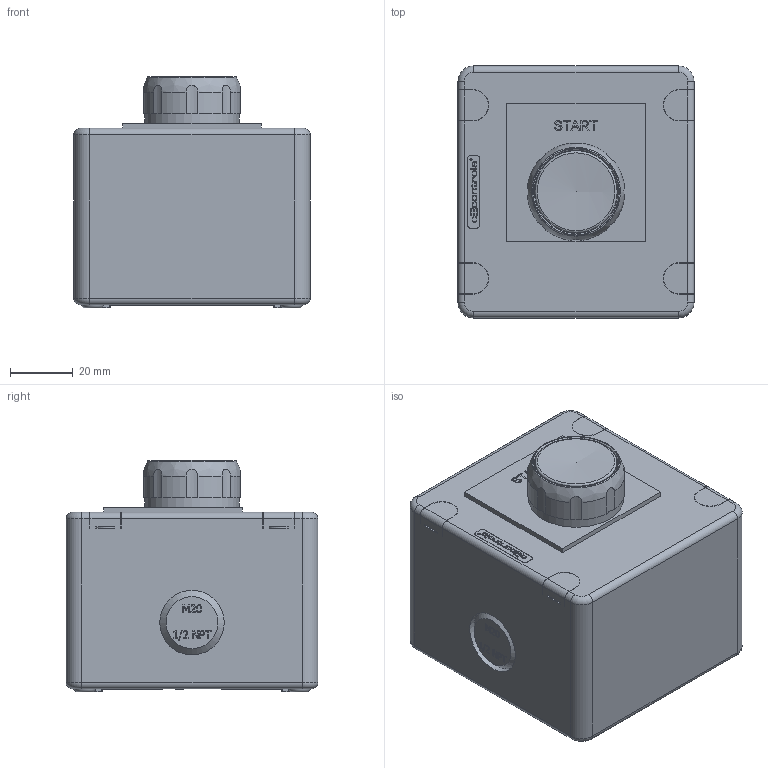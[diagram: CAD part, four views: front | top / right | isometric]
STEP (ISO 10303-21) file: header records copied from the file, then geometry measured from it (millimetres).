
FILE_DESCRIPTION(/* description */ (''),/* implementation_level */ '2;1');
FILE_NAME(/* name */ 'ECW22H-H1P1-01G22.stp',/* time_stamp */ '2020-07-29T18:49:54+05:00',/* author */ ('Owner'),/* organization */ (''),/* preprocessor_version */ 'ST-DEVELOPER v18',/* originating_system */ 'Autodesk Inventor 2020',/* authorisation */ '');
FILE_SCHEMA (('AUTOMOTIVE_DESIGN { 1 0 10303 214 3 1 1 }'));
Products named in the file (1): Part10
Bounding box: 75.2 x 80 x 73.61 mm (x, y, z)
Volume: 118857.7 mm3; surface area: 90239.8 mm2
Topology: 4 solids, 17 shells, 6634 faces, 18233 edges, 12033 vertices
Faces by surface type: plane 4039, bspline 1651, cylinder 686, cone 143, torus 92, sphere 23
Full cylindrical faces by diameter (mm): 1.198 x1, 1.385 x4, 1.5 x2, 1.573 x7, 1.996 x1, 2.233 x4, 2.24 x28, 2.36 x1, 2.381 x8, 2.45 x2, 2.758 x1, 3 x4, 3.1 x2, 3.15 x2, 3.156 x4, 3.39 x4, 3.402 x1, 3.556 x4, 3.7 x2, 4.062 x4, 4.4 x1, 4.42 x2, 4.5 x4, 4.55 x4, 5.9 x2, 6.638 x4, 7 x4, 8 x4, 11.207 x1, 12.807 x1
Entity records: 249492 total; most frequent: CARTESIAN_POINT 84363, ORIENTED_EDGE 36460, DIRECTION 26441, EDGE_CURVE 18230, VERTEX_POINT 12033, LINE 12005, VECTOR 12005, EDGE_LOOP 7239
